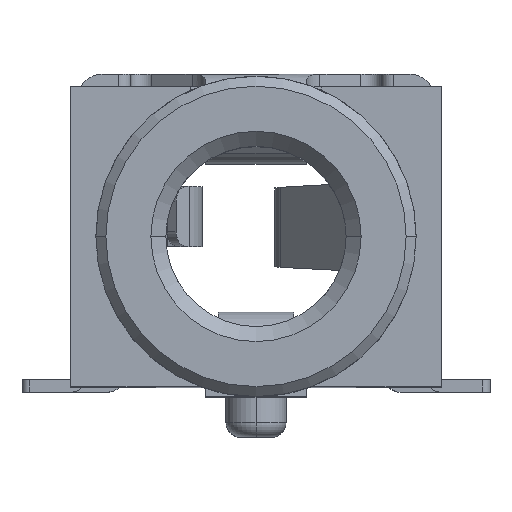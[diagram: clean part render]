
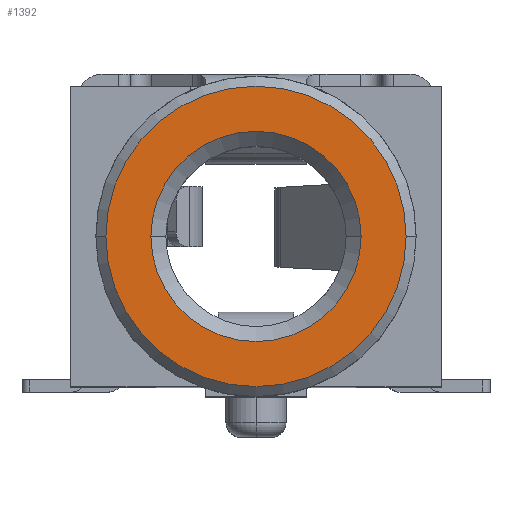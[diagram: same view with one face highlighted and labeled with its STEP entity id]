
A CAD part, top view. The second image highlights one B-rep face of the part: STEP entity #1392.
In plain terms, the highlighted planar face has unit normal (0, 0, 1).
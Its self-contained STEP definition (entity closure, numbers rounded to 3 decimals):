
#81 = CARTESIAN_POINT ( 'NONE',  ( -2.1, 0., 14. ) ) ;
#755 = AXIS2_PLACEMENT_3D ( 'NONE', #2692, #8384, #2473 ) ;
#1307 = CIRCLE ( 'NONE', #9895, 3. ) ;
#1392 = ADVANCED_FACE ( 'NONE', ( #4571, #7868 ), #13688, .T. ) ;
#1726 = DIRECTION ( 'NONE',  ( 1., 0., 0. ) ) ;
#1758 = CARTESIAN_POINT ( 'NONE',  ( 0., 0., 14. ) ) ;
#2473 = DIRECTION ( 'NONE',  ( 1., 0., 0. ) ) ;
#2692 = CARTESIAN_POINT ( 'NONE',  ( 0., 0., 14. ) ) ;
#2937 = ORIENTED_EDGE ( 'NONE', *, *, #7041, .T. ) ;
#3140 = CARTESIAN_POINT ( 'NONE',  ( 3., 0., 14. ) ) ;
#3244 = ORIENTED_EDGE ( 'NONE', *, *, #10619, .T. ) ;
#3265 = VERTEX_POINT ( 'NONE', #10481 ) ;
#3410 = DIRECTION ( 'NONE',  ( 1., 0., 0. ) ) ;
#4245 = AXIS2_PLACEMENT_3D ( 'NONE', #1758, #6215, #6444 ) ;
#4340 = DIRECTION ( 'NONE',  ( 0., 0., 1. ) ) ;
#4414 = AXIS2_PLACEMENT_3D ( 'NONE', #6716, #4340, #3410 ) ;
#4571 = FACE_OUTER_BOUND ( 'NONE', #13633, .T. ) ;
#4950 = EDGE_CURVE ( 'NONE', #13732, #3265, #8760, .T. ) ;
#6047 = CARTESIAN_POINT ( 'NONE',  ( 2.1, 0., 14. ) ) ;
#6215 = DIRECTION ( 'NONE',  ( 0., 0., -1. ) ) ;
#6316 = CARTESIAN_POINT ( 'NONE',  ( 0., 0., 14. ) ) ;
#6444 = DIRECTION ( 'NONE',  ( 1., 0., 0. ) ) ;
#6716 = CARTESIAN_POINT ( 'NONE',  ( 0., 0., 14. ) ) ;
#7041 = EDGE_CURVE ( 'NONE', #3265, #13732, #1307, .T. ) ;
#7531 = ORIENTED_EDGE ( 'NONE', *, *, #13613, .T. ) ;
#7659 = VERTEX_POINT ( 'NONE', #6047 ) ;
#7868 = FACE_BOUND ( 'NONE', #10154, .T. ) ;
#8384 = DIRECTION ( 'NONE',  ( 0., 0., -1. ) ) ;
#8760 = CIRCLE ( 'NONE', #13648, 3. ) ;
#9694 = DIRECTION ( 'NONE',  ( 0., 0., 1. ) ) ;
#9767 = DIRECTION ( 'NONE',  ( 1., 0., 0. ) ) ;
#9895 = AXIS2_PLACEMENT_3D ( 'NONE', #13456, #10165, #1726 ) ;
#10154 = EDGE_LOOP ( 'NONE', ( #7531, #3244 ) ) ;
#10165 = DIRECTION ( 'NONE',  ( 0., 0., 1. ) ) ;
#10481 = CARTESIAN_POINT ( 'NONE',  ( -3., 0., 14. ) ) ;
#10619 = EDGE_CURVE ( 'NONE', #14542, #7659, #14733, .T. ) ;
#13298 = ORIENTED_EDGE ( 'NONE', *, *, #4950, .T. ) ;
#13456 = CARTESIAN_POINT ( 'NONE',  ( 0., 0., 14. ) ) ;
#13613 = EDGE_CURVE ( 'NONE', #7659, #14542, #15021, .T. ) ;
#13633 = EDGE_LOOP ( 'NONE', ( #2937, #13298 ) ) ;
#13648 = AXIS2_PLACEMENT_3D ( 'NONE', #6316, #9694, #9767 ) ;
#13688 = PLANE ( 'NONE',  #4414 ) ;
#13732 = VERTEX_POINT ( 'NONE', #3140 ) ;
#14542 = VERTEX_POINT ( 'NONE', #81 ) ;
#14733 = CIRCLE ( 'NONE', #755, 2.1 ) ;
#15021 = CIRCLE ( 'NONE', #4245, 2.1 ) ;
